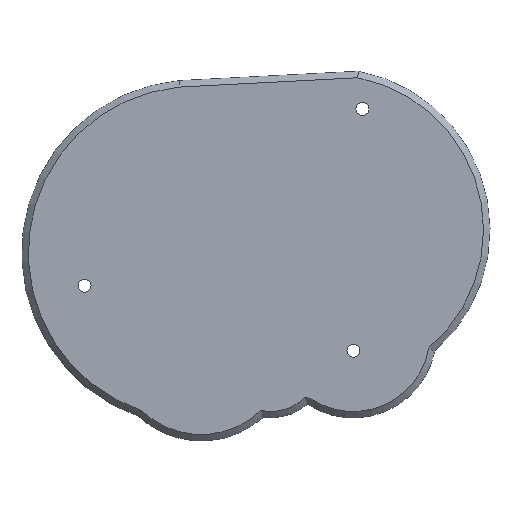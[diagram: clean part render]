
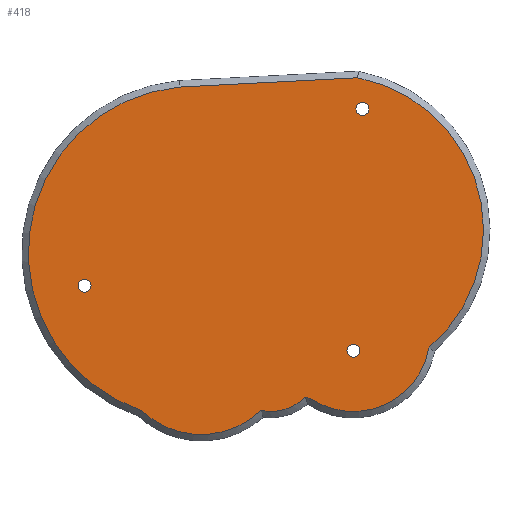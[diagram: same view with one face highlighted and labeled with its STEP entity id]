
A CAD part, front view. The second image highlights one B-rep face of the part: STEP entity #418.
In plain terms, the highlighted planar face has unit normal (0, -1, 0).
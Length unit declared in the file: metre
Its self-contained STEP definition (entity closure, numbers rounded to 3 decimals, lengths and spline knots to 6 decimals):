
#34=LINE('',#741,#44);
#44=VECTOR('',#604,1.);
#94=ORIENTED_EDGE('',*,*,#193,.T.);
#95=ORIENTED_EDGE('',*,*,#194,.T.);
#96=ORIENTED_EDGE('',*,*,#195,.T.);
#97=ORIENTED_EDGE('',*,*,#196,.T.);
#98=ORIENTED_EDGE('',*,*,#197,.T.);
#99=ORIENTED_EDGE('',*,*,#198,.T.);
#100=ORIENTED_EDGE('',*,*,#199,.T.);
#101=ORIENTED_EDGE('',*,*,#200,.T.);
#102=ORIENTED_EDGE('',*,*,#201,.T.);
#103=ORIENTED_EDGE('',*,*,#202,.T.);
#193=EDGE_CURVE('',#239,#239,#276,.T.);
#194=EDGE_CURVE('',#240,#240,#277,.T.);
#195=EDGE_CURVE('',#241,#241,#278,.T.);
#196=EDGE_CURVE('',#242,#243,#279,.T.);
#197=EDGE_CURVE('',#243,#244,#280,.T.);
#198=EDGE_CURVE('',#244,#245,#281,.T.);
#199=EDGE_CURVE('',#245,#246,#282,.T.);
#200=EDGE_CURVE('',#246,#247,#283,.T.);
#201=EDGE_CURVE('',#247,#248,#34,.T.);
#202=EDGE_CURVE('',#248,#242,#284,.T.);
#239=VERTEX_POINT('',#725);
#240=VERTEX_POINT('',#727);
#241=VERTEX_POINT('',#729);
#242=VERTEX_POINT('',#731);
#243=VERTEX_POINT('',#732);
#244=VERTEX_POINT('',#734);
#245=VERTEX_POINT('',#736);
#246=VERTEX_POINT('',#738);
#247=VERTEX_POINT('',#740);
#248=VERTEX_POINT('',#742);
#276=CIRCLE('',#481,0.002);
#277=CIRCLE('',#482,0.002);
#278=CIRCLE('',#483,0.002);
#279=CIRCLE('',#484,0.026673);
#280=CIRCLE('',#485,0.015726);
#281=CIRCLE('',#486,0.013863);
#282=CIRCLE('',#487,0.023631);
#283=CIRCLE('',#488,0.047841);
#284=CIRCLE('',#489,0.051434);
#307=EDGE_LOOP('',(#94));
#308=EDGE_LOOP('',(#95));
#309=EDGE_LOOP('',(#96));
#310=EDGE_LOOP('',(#97,#98,#99,#100,#101,#102,#103));
#359=FACE_BOUND('',#307,.T.);
#360=FACE_BOUND('',#308,.T.);
#361=FACE_BOUND('',#309,.T.);
#362=FACE_BOUND('',#310,.T.);
#402=PLANE('',#480);
#418=ADVANCED_FACE('',(#359,#360,#361,#362),#402,.T.);
#480=AXIS2_PLACEMENT_3D('',#723,#586,#587);
#481=AXIS2_PLACEMENT_3D('',#724,#588,#589);
#482=AXIS2_PLACEMENT_3D('',#726,#590,#591);
#483=AXIS2_PLACEMENT_3D('',#728,#592,#593);
#484=AXIS2_PLACEMENT_3D('',#730,#594,#595);
#485=AXIS2_PLACEMENT_3D('',#733,#596,#597);
#486=AXIS2_PLACEMENT_3D('',#735,#598,#599);
#487=AXIS2_PLACEMENT_3D('',#737,#600,#601);
#488=AXIS2_PLACEMENT_3D('',#739,#602,#603);
#489=AXIS2_PLACEMENT_3D('',#743,#605,#606);
#586=DIRECTION('',(0.,-1.,0.));
#587=DIRECTION('',(1.,0.,0.));
#588=DIRECTION('',(0.,1.,0.));
#589=DIRECTION('',(1.,0.,0.));
#590=DIRECTION('',(0.,1.,0.));
#591=DIRECTION('',(1.,0.,0.));
#592=DIRECTION('',(0.,1.,0.));
#593=DIRECTION('',(1.,0.,0.));
#594=DIRECTION('',(0.,-1.,0.));
#595=DIRECTION('',(-1.,0.,0.));
#596=DIRECTION('',(0.,-1.,0.));
#597=DIRECTION('',(-1.,0.,0.));
#598=DIRECTION('',(0.,-1.,0.));
#599=DIRECTION('',(-1.,0.,0.));
#600=DIRECTION('',(0.,-1.,0.));
#601=DIRECTION('',(-1.,0.,0.));
#602=DIRECTION('',(0.,-1.,0.));
#603=DIRECTION('',(-1.,0.,0.));
#604=DIRECTION('',(-0.999,0.,-0.052));
#605=DIRECTION('',(0.,-1.,0.));
#606=DIRECTION('',(-1.,0.,0.));
#723=CARTESIAN_POINT('',(-0.000019,-0.0059,0.000015));
#724=CARTESIAN_POINT('',(-0.052959,-0.0059,-0.009131));
#725=CARTESIAN_POINT('',(-0.050959,-0.0059,-0.009131));
#726=CARTESIAN_POINT('',(0.032893,-0.0059,0.045493));
#727=CARTESIAN_POINT('',(0.034893,-0.0059,0.045493));
#728=CARTESIAN_POINT('',(0.030113,-0.0059,-0.029197));
#729=CARTESIAN_POINT('',(0.032113,-0.0059,-0.029197));
#730=CARTESIAN_POINT('',(-0.016891,-0.0059,-0.028435));
#731=CARTESIAN_POINT('',(-0.035313,-0.0059,-0.047724));
#732=CARTESIAN_POINT('',(0.001552,-0.0059,-0.047703));
#733=CARTESIAN_POINT('',(0.004445,-0.0059,-0.032245));
#734=CARTESIAN_POINT('',(0.015371,-0.0059,-0.043556));
#735=CARTESIAN_POINT('',(0.019939,-0.0059,-0.030467));
#736=CARTESIAN_POINT('',(0.016947,-0.0059,-0.044004));
#737=CARTESIAN_POINT('',(0.030099,-0.0059,-0.024371));
#738=CARTESIAN_POINT('',(0.053388,-0.0059,-0.028375));
#739=CARTESIAN_POINT('',(0.022479,-0.0059,0.008141));
#740=CARTESIAN_POINT('',(0.031472,-0.0059,0.055129));
#741=CARTESIAN_POINT('',(-0.023628,-0.0059,0.052249));
#742=CARTESIAN_POINT('',(-0.023589,-0.0059,0.052251));
#743=CARTESIAN_POINT('',(-0.018923,-0.0059,0.001029));
